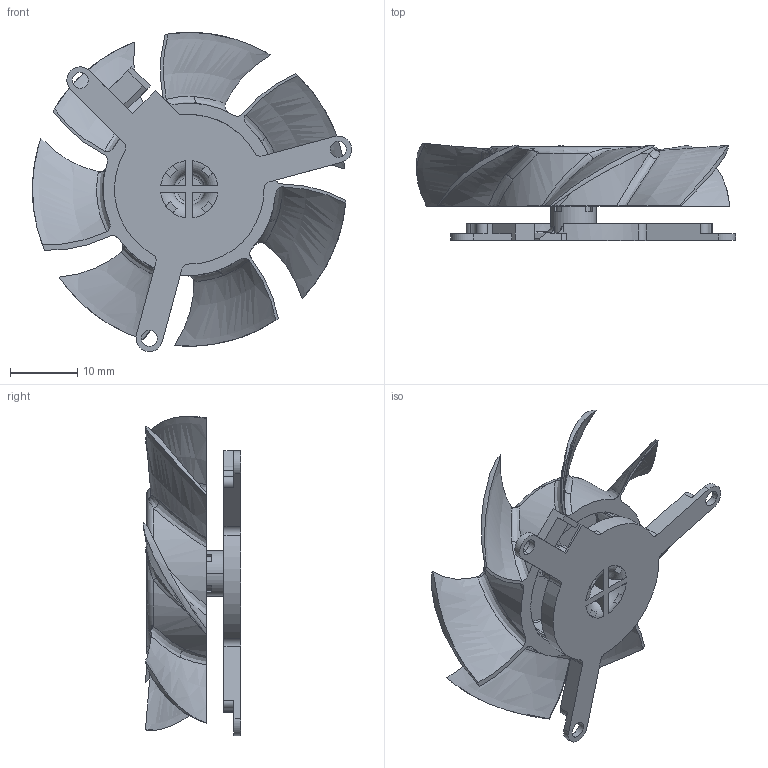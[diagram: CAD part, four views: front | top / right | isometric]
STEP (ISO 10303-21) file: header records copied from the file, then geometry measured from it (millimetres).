
FILE_DESCRIPTION((''),'2;1');
FILE_NAME('AUB0512HHB-AF0A-ASM-V0_ASM','2019-01-30T',('ALLEN.HAN'),(''),'PRO/ENGINEER BY PARAMETRIC TECHNOLOGY CORPORATION, 2009360','PRO/ENGINEER BY PARAMETRIC TECHNOLOGY CORPORATION, 2009360','');
FILE_SCHEMA(('CONFIG_CONTROL_DESIGN'));
Length unit declared in the file: millimetre
Products named in the file (3): BJ38-PILLOW-V0; BJ38-IMP-V0-1; AUB0512HHB-AF0A-ASM-V0_ASM
Assembly tree (2 placements, depth 2):
  AUB0512HHB-AF0A-ASM-V0_ASM
    BJ38-PILLOW-V0
    BJ38-IMP-V0-1
Bounding box: 47.61 x 14.5 x 47.61 mm (x, y, z)
Volume: 3771.3 mm3; surface area: 6460 mm2
Topology: 2 solids, 2 shells, 308 faces, 854 edges, 558 vertices
Faces by surface type: plane 113, cylinder 97, bspline 56, torus 26, cone 16
Entity records: 25145 total; most frequent: CARTESIAN_POINT 17567, ORIENTED_EDGE 1708, DIRECTION 1415, EDGE_CURVE 854, VERTEX_POINT 558, AXIS2_PLACEMENT_3D 550, EDGE_LOOP 330, VECTOR 315
